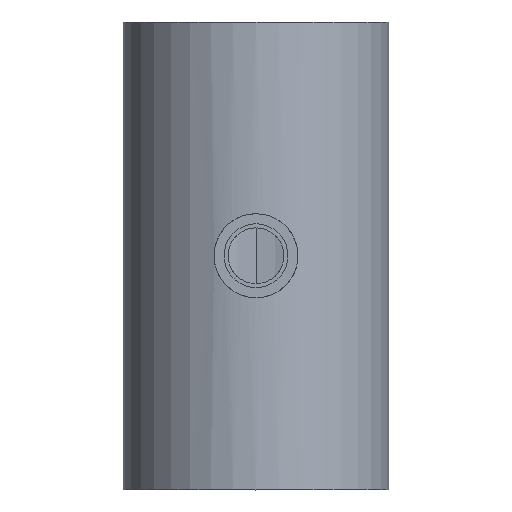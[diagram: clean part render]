
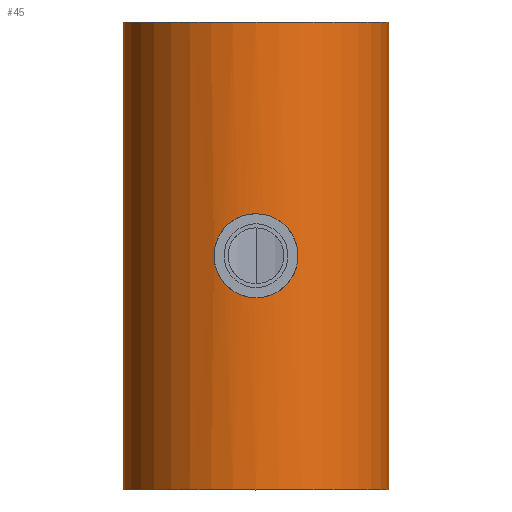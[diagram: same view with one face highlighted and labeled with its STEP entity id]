
A CAD part, top view. The second image highlights one B-rep face of the part: STEP entity #45.
In plain terms, the highlighted cylindrical face has radius 66.5 mm (diameter 133 mm), a partial arc.
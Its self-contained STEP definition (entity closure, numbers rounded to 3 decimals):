
#45=ADVANCED_FACE('',(#103,#104),#105,.T.);
#103=FACE_OUTER_BOUND('',#178,.T.);
#104=FACE_BOUND('',#179,.T.);
#105=CYLINDRICAL_SURFACE('',#180,66.5);
#178=EDGE_LOOP('',(#247,#248,#249,#250));
#179=EDGE_LOOP('',(#251,#252));
#180=AXIS2_PLACEMENT_3D('',#253,#254,#255);
#247=ORIENTED_EDGE('',*,*,#418,.F.);
#248=ORIENTED_EDGE('',*,*,#419,.F.);
#249=ORIENTED_EDGE('',*,*,#420,.F.);
#250=ORIENTED_EDGE('',*,*,#421,.F.);
#251=ORIENTED_EDGE('',*,*,#422,.T.);
#252=ORIENTED_EDGE('',*,*,#423,.T.);
#253=CARTESIAN_POINT('',(0.0,0.0,0.0));
#254=DIRECTION('',(0.0,-1.0,0.0));
#255=DIRECTION('',(1.0,0.0,0.0));
#418=EDGE_CURVE('',#484,#485,#486,.T.);
#419=EDGE_CURVE('',#487,#484,#488,.T.);
#420=EDGE_CURVE('',#489,#487,#490,.T.);
#421=EDGE_CURVE('',#485,#489,#491,.T.);
#422=EDGE_CURVE('',#492,#493,#494,.T.);
#423=EDGE_CURVE('',#493,#492,#495,.T.);
#484=VERTEX_POINT('',#580);
#485=VERTEX_POINT('',#581);
#486=LINE('',#582,#583);
#487=VERTEX_POINT('',#584);
#488=CIRCLE('',#585,66.5);
#489=VERTEX_POINT('',#586);
#490=LINE('',#587,#588);
#491=CIRCLE('',#589,66.5);
#492=VERTEX_POINT('',#590);
#493=VERTEX_POINT('',#591);
#494=B_SPLINE_CURVE_WITH_KNOTS('',3,(#592,#593,#594,#595,#596,#597,#598,#599,#600,#601,#602,#603,#604,#605,#606,#607,#608,#609,#610,#611,#612,#613,#614,#615,#616,#617,#618,#619,#620,#621,#622,#623,#624,#625,#626,#627,#628,#629,#630,#631,#632,#633),.UNSPECIFIED.,.F.,.F.,(4,2,2,2,2,2,2,2,2,2,2,2,2,2,2,2,2,2,2,2,4),(0.0,1.993,3.986,7.971,11.957,15.942,19.926,23.911,27.895,29.887,31.879,33.871,35.863,39.847,43.831,47.815,51.801,55.786,59.772,61.765,63.757),.UNSPECIFIED.);
#495=B_SPLINE_CURVE_WITH_KNOTS('',3,(#634,#635,#636,#637,#638,#639,#640,#641,#642,#643,#644,#645,#646,#647,#648,#649,#650,#651,#652,#653,#654,#655,#656,#657,#658,#659,#660,#661,#662,#663,#664,#665,#666,#667,#668,#669,#670,#671,#672,#673,#674,#675),.UNSPECIFIED.,.F.,.F.,(4,2,2,2,2,2,2,2,2,2,2,2,2,2,2,2,2,2,2,2,4),(63.757,65.75,67.743,71.729,75.714,79.7,83.684,87.668,91.652,93.644,95.636,97.628,99.62,103.604,107.589,111.573,115.558,119.544,123.529,125.522,127.515),.UNSPECIFIED.);
#580=CARTESIAN_POINT('',(66.5,117.0,0.0));
#581=CARTESIAN_POINT('',(66.5,-117.0,0.0));
#582=CARTESIAN_POINT('',(66.5,0.0,0.));
#583=VECTOR('',#840,1.0);
#584=CARTESIAN_POINT('',(-66.5,117.0,0.));
#585=AXIS2_PLACEMENT_3D('',#841,#842,#843);
#586=CARTESIAN_POINT('',(-66.5,-117.0,0.));
#587=CARTESIAN_POINT('',(-66.5,0.0,0.));
#588=VECTOR('',#844,1.0);
#589=AXIS2_PLACEMENT_3D('',#845,#846,#847);
#590=CARTESIAN_POINT('',(-21.0,0.0,63.097));
#591=CARTESIAN_POINT('',(21.0,0.,63.097));
#592=CARTESIAN_POINT('',(-21.0,0.0,63.097));
#593=CARTESIAN_POINT('',(-21.0,0.664,63.097));
#594=CARTESIAN_POINT('',(-20.968,1.339,63.108));
#595=CARTESIAN_POINT('',(-20.837,2.697,63.151));
#596=CARTESIAN_POINT('',(-20.738,3.379,63.184));
#597=CARTESIAN_POINT('',(-20.336,5.42,63.315));
#598=CARTESIAN_POINT('',(-19.928,6.77,63.446));
#599=CARTESIAN_POINT('',(-18.854,9.354,63.774));
#600=CARTESIAN_POINT('',(-18.187,10.59,63.97));
#601=CARTESIAN_POINT('',(-16.648,12.874,64.387));
#602=CARTESIAN_POINT('',(-15.777,13.922,64.608));
#603=CARTESIAN_POINT('',(-13.922,15.776,65.033));
#604=CARTESIAN_POINT('',(-12.875,16.648,65.252));
#605=CARTESIAN_POINT('',(-10.59,18.186,65.662));
#606=CARTESIAN_POINT('',(-9.354,18.854,65.852));
#607=CARTESIAN_POINT('',(-6.769,19.928,66.167));
#608=CARTESIAN_POINT('',(-5.419,20.336,66.293));
#609=CARTESIAN_POINT('',(-3.379,20.738,66.418));
#610=CARTESIAN_POINT('',(-2.696,20.837,66.449));
#611=CARTESIAN_POINT('',(-1.339,20.968,66.49));
#612=CARTESIAN_POINT('',(-0.664,21.0,66.5));
#613=CARTESIAN_POINT('',(0.664,21.0,66.5));
#614=CARTESIAN_POINT('',(1.339,20.968,66.49));
#615=CARTESIAN_POINT('',(2.696,20.837,66.449));
#616=CARTESIAN_POINT('',(3.379,20.738,66.418));
#617=CARTESIAN_POINT('',(5.419,20.336,66.293));
#618=CARTESIAN_POINT('',(6.769,19.928,66.167));
#619=CARTESIAN_POINT('',(9.354,18.854,65.852));
#620=CARTESIAN_POINT('',(10.59,18.186,65.662));
#621=CARTESIAN_POINT('',(12.875,16.648,65.252));
#622=CARTESIAN_POINT('',(13.922,15.776,65.033));
#623=CARTESIAN_POINT('',(15.777,13.922,64.608));
#624=CARTESIAN_POINT('',(16.648,12.874,64.387));
#625=CARTESIAN_POINT('',(18.187,10.59,63.97));
#626=CARTESIAN_POINT('',(18.854,9.354,63.774));
#627=CARTESIAN_POINT('',(19.928,6.77,63.446));
#628=CARTESIAN_POINT('',(20.336,5.42,63.315));
#629=CARTESIAN_POINT('',(20.738,3.379,63.184));
#630=CARTESIAN_POINT('',(20.837,2.697,63.151));
#631=CARTESIAN_POINT('',(20.968,1.339,63.108));
#632=CARTESIAN_POINT('',(21.0,0.664,63.097));
#633=CARTESIAN_POINT('',(21.0,0.,63.097));
#634=CARTESIAN_POINT('',(21.0,0.,63.097));
#635=CARTESIAN_POINT('',(21.0,-0.664,63.097));
#636=CARTESIAN_POINT('',(20.968,-1.339,63.108));
#637=CARTESIAN_POINT('',(20.837,-2.697,63.151));
#638=CARTESIAN_POINT('',(20.738,-3.379,63.184));
#639=CARTESIAN_POINT('',(20.336,-5.42,63.315));
#640=CARTESIAN_POINT('',(19.928,-6.77,63.446));
#641=CARTESIAN_POINT('',(18.854,-9.354,63.774));
#642=CARTESIAN_POINT('',(18.187,-10.59,63.97));
#643=CARTESIAN_POINT('',(16.648,-12.874,64.387));
#644=CARTESIAN_POINT('',(15.777,-13.922,64.608));
#645=CARTESIAN_POINT('',(13.922,-15.776,65.033));
#646=CARTESIAN_POINT('',(12.875,-16.648,65.252));
#647=CARTESIAN_POINT('',(10.59,-18.186,65.662));
#648=CARTESIAN_POINT('',(9.354,-18.854,65.852));
#649=CARTESIAN_POINT('',(6.769,-19.928,66.167));
#650=CARTESIAN_POINT('',(5.419,-20.336,66.293));
#651=CARTESIAN_POINT('',(3.379,-20.738,66.418));
#652=CARTESIAN_POINT('',(2.696,-20.837,66.449));
#653=CARTESIAN_POINT('',(1.339,-20.968,66.49));
#654=CARTESIAN_POINT('',(0.664,-21.0,66.5));
#655=CARTESIAN_POINT('',(-0.664,-21.0,66.5));
#656=CARTESIAN_POINT('',(-1.339,-20.968,66.49));
#657=CARTESIAN_POINT('',(-2.696,-20.837,66.449));
#658=CARTESIAN_POINT('',(-3.379,-20.738,66.418));
#659=CARTESIAN_POINT('',(-5.419,-20.336,66.293));
#660=CARTESIAN_POINT('',(-6.769,-19.928,66.167));
#661=CARTESIAN_POINT('',(-9.354,-18.854,65.852));
#662=CARTESIAN_POINT('',(-10.59,-18.186,65.662));
#663=CARTESIAN_POINT('',(-12.875,-16.648,65.252));
#664=CARTESIAN_POINT('',(-13.922,-15.776,65.033));
#665=CARTESIAN_POINT('',(-15.777,-13.922,64.608));
#666=CARTESIAN_POINT('',(-16.648,-12.874,64.387));
#667=CARTESIAN_POINT('',(-18.187,-10.59,63.97));
#668=CARTESIAN_POINT('',(-18.854,-9.354,63.774));
#669=CARTESIAN_POINT('',(-19.928,-6.77,63.446));
#670=CARTESIAN_POINT('',(-20.336,-5.42,63.315));
#671=CARTESIAN_POINT('',(-20.738,-3.379,63.184));
#672=CARTESIAN_POINT('',(-20.837,-2.697,63.151));
#673=CARTESIAN_POINT('',(-20.968,-1.339,63.108));
#674=CARTESIAN_POINT('',(-21.0,-0.664,63.097));
#675=CARTESIAN_POINT('',(-21.0,0.0,63.097));
#840=DIRECTION('',(0.0,-1.0,0.0));
#841=CARTESIAN_POINT('',(0.0,117.0,0.0));
#842=DIRECTION('',(-0.0,1.0,0.0));
#843=DIRECTION('',(1.0,0.0,0.0));
#844=DIRECTION('',(-0.0,1.0,-0.0));
#845=CARTESIAN_POINT('',(0.0,-117.0,0.0));
#846=DIRECTION('',(0.0,-1.0,0.0));
#847=DIRECTION('',(1.0,0.0,0.0));
